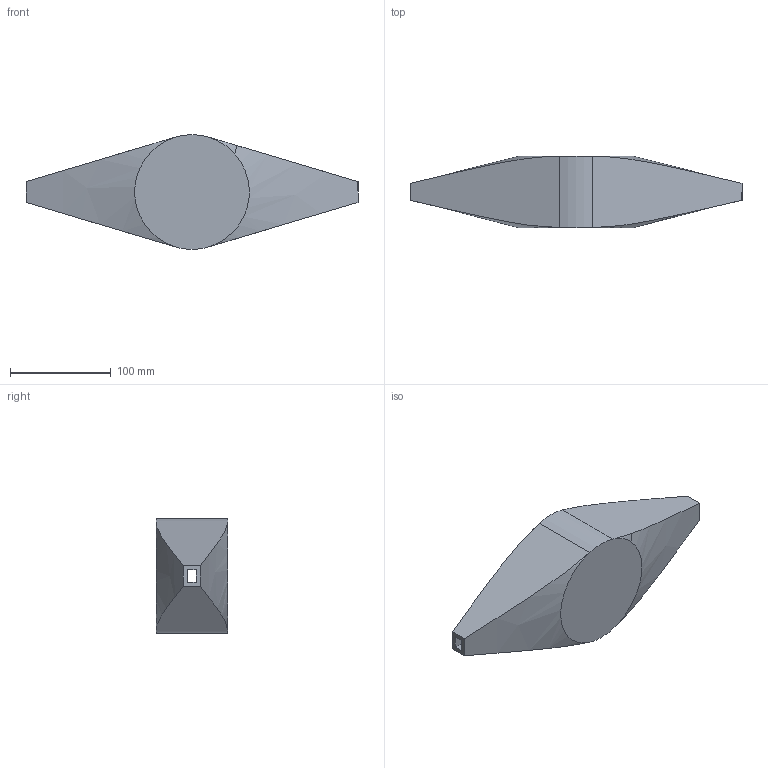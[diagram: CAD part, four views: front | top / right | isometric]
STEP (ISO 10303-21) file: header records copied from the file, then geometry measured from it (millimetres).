
FILE_DESCRIPTION (( 'STEP AP203' ), '1' );
FILE_NAME ('OuterShell.STEP', '2020-11-11T10:43:37', ( '' ), ( '' ), 'SwSTEP 2.0', 'SolidWorks 2020', '' );
FILE_SCHEMA (( 'CONFIG_CONTROL_DESIGN' ));
Length unit declared in the file: millimetre
Products named in the file (1): OuterShell
Bounding box: 330 x 71 x 114 mm (x, y, z)
Volume: 305679.7 mm3; surface area: 153305.2 mm2
Topology: 1 solids, 1 shells, 30 faces, 76 edges, 48 vertices
Faces by surface type: plane 14, bspline 6, cylinder 6, cone 4
Entity records: 2664 total; most frequent: CARTESIAN_POINT 1917, ORIENTED_EDGE 152, DIRECTION 120, EDGE_CURVE 76, VERTEX_POINT 48, AXIS2_PLACEMENT_3D 47, EDGE_LOOP 32, ADVANCED_FACE 30
